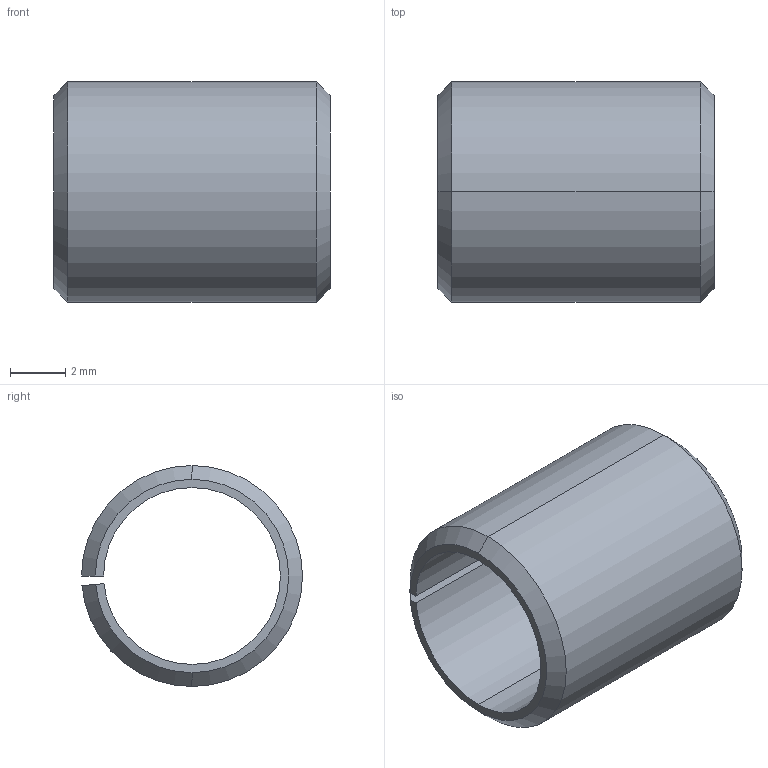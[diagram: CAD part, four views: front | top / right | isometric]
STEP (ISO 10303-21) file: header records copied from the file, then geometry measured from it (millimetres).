
FILE_DESCRIPTION (( 'STEP AP203' ), '1' );
FILE_NAME ('GoupillePosition_Défaut_sldprt.STEP', '2017-12-12T20:32:16', ( '' ), ( '' ), 'SwSTEP 2.0', 'SolidWorks 2016', '' );
FILE_SCHEMA (( 'CONFIG_CONTROL_DESIGN' ));
Length unit declared in the file: millimetre
Products named in the file (1): GoupillePosition_Défaut_sldprt
Bounding box: 10 x 8 x 8 mm (x, y, z)
Volume: 172.5 mm3; surface area: 482.1 mm2
Topology: 1 solids, 1 shells, 16 faces, 38 edges, 24 vertices
Faces by surface type: cone 6, cylinder 6, plane 4
Entity records: 545 total; most frequent: DIRECTION 90, CARTESIAN_POINT 79, ORIENTED_EDGE 76, EDGE_CURVE 38, AXIS2_PLACEMENT_3D 35, VERTEX_POINT 24, LINE 20, VECTOR 20
